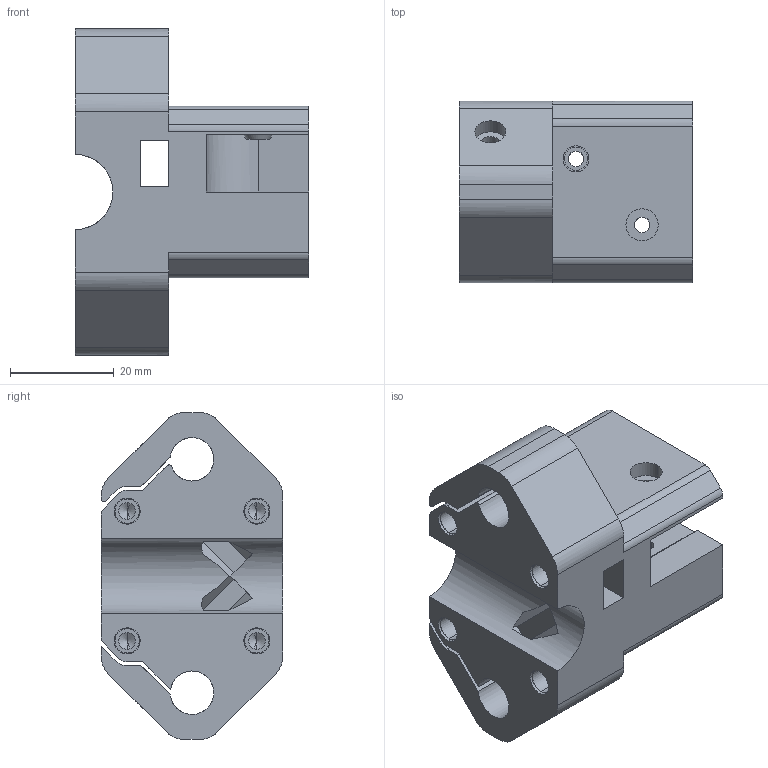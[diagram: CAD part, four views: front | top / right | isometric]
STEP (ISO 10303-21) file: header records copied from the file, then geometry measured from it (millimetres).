
FILE_DESCRIPTION((''),'2;1');
FILE_NAME('Y_CARRIAGE_1_0','2023-02-15T17:17:44',('matteo.grassi'),(''),'CREO PARAMETRIC BY PTC INC, 2018020','CREO PARAMETRIC BY PTC INC, 2018020','');
FILE_SCHEMA(('AUTOMOTIVE_DESIGN { 1 0 10303 214 1 1 1 1 }'));
Length unit declared in the file: millimetre
Products named in the file (1): Y_CARRIAGE_1_0
Bounding box: 45 x 35 x 63 mm (x, y, z)
Volume: 43752.9 mm3; surface area: 16540.1 mm2
Topology: 1 solids, 1 shells, 178 faces, 492 edges, 331 vertices
Faces by surface type: cylinder 84, plane 80, cone 14
Entity records: 7412 total; most frequent: DIRECTION 1046, CARTESIAN_POINT 1024, ORIENTED_EDGE 968, PRESENTATION_STYLE_ASSIGNMENT 485, STYLED_ITEM 485, CURVE_STYLE 484, EDGE_CURVE 484, AXIS2_PLACEMENT_3D 391
